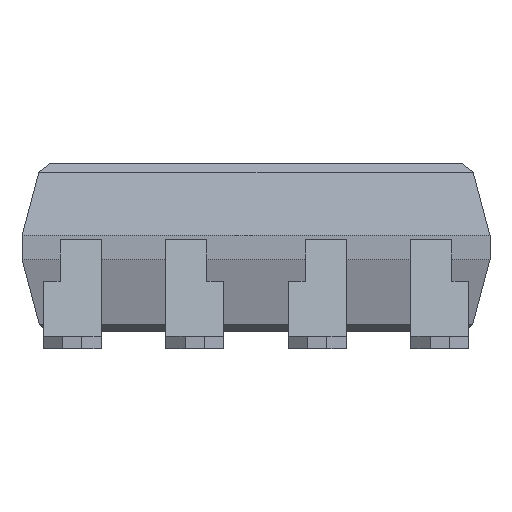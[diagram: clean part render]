
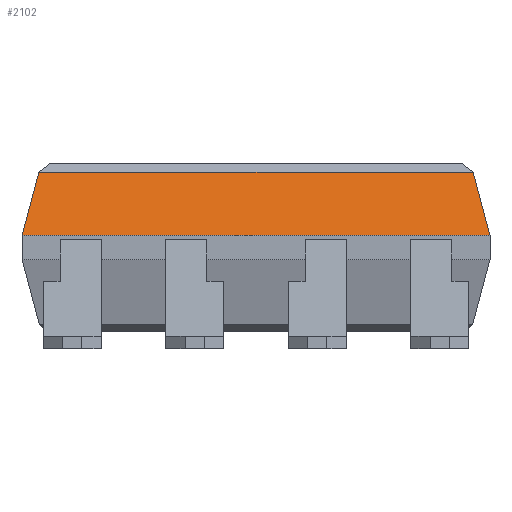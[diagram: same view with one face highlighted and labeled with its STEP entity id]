
A CAD part, front view. The second image highlights one B-rep face of the part: STEP entity #2102.
In plain terms, the highlighted planar face has unit normal (0, -0.966, 0.258).
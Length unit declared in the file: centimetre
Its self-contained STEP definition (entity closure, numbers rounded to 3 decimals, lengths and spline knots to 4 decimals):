
#121 = CARTESIAN_POINT ( 'NONE',  ( 0.485, -0.325, 0.2 ) ) ;
#319 = LINE ( 'NONE', #5704, #11298 ) ;
#393 = PLANE ( 'NONE',  #5655 ) ;
#744 = DIRECTION ( 'NONE',  ( 0., 0.966, -0.258 ) ) ;
#1529 = DIRECTION ( 'NONE',  ( -0.25, 0.25, 0.936 ) ) ;
#2102 = ADVANCED_FACE ( 'NONE', ( #16758 ), #393, .F. ) ;
#3123 = VERTEX_POINT ( 'NONE', #4609 ) ;
#4075 = ORIENTED_EDGE ( 'NONE', *, *, #16133, .T. ) ;
#4392 = DIRECTION ( 'NONE',  ( 0.25, 0.25, 0.936 ) ) ;
#4609 = CARTESIAN_POINT ( 'NONE',  ( -0.4502, -0.2902, 0.3307 ) ) ;
#5093 = EDGE_CURVE ( 'NONE', #14204, #3123, #12387, .T. ) ;
#5655 = AXIS2_PLACEMENT_3D ( 'NONE', #15347, #744, #13848 ) ;
#5704 = CARTESIAN_POINT ( 'NONE',  ( 0., -0.325, 0.2 ) ) ;
#6008 = LINE ( 'NONE', #15405, #11520 ) ;
#6465 = ORIENTED_EDGE ( 'NONE', *, *, #11668, .F. ) ;
#7894 = VECTOR ( 'NONE', #1529, 100. ) ;
#8105 = VERTEX_POINT ( 'NONE', #14377 ) ;
#9418 = VECTOR ( 'NONE', #4392, 100. ) ;
#9696 = DIRECTION ( 'NONE',  ( 1., 0., 0. ) ) ;
#11072 = DIRECTION ( 'NONE',  ( -1., 0., 0. ) ) ;
#11298 = VECTOR ( 'NONE', #11072, 100. ) ;
#11520 = VECTOR ( 'NONE', #9696, 100. ) ;
#11668 = EDGE_CURVE ( 'NONE', #8105, #14204, #319, .T. ) ;
#12387 = LINE ( 'NONE', #12481, #9418 ) ;
#12481 = CARTESIAN_POINT ( 'NONE',  ( -0.485, -0.325, 0.2 ) ) ;
#13482 = LINE ( 'NONE', #121, #7894 ) ;
#13848 = DIRECTION ( 'NONE',  ( 0., 0.258, 0.966 ) ) ;
#14204 = VERTEX_POINT ( 'NONE', #16708 ) ;
#14377 = CARTESIAN_POINT ( 'NONE',  ( 0.485, -0.325, 0.2 ) ) ;
#14835 = EDGE_CURVE ( 'NONE', #3123, #15320, #6008, .T. ) ;
#15005 = EDGE_LOOP ( 'NONE', ( #16044, #6465, #4075, #17012 ) ) ;
#15320 = VERTEX_POINT ( 'NONE', #15614 ) ;
#15347 = CARTESIAN_POINT ( 'NONE',  ( -1.2463, -0.305, 0.275 ) ) ;
#15405 = CARTESIAN_POINT ( 'NONE',  ( -1.2463, -0.2902, 0.3307 ) ) ;
#15614 = CARTESIAN_POINT ( 'NONE',  ( 0.4502, -0.2902, 0.3307 ) ) ;
#16044 = ORIENTED_EDGE ( 'NONE', *, *, #5093, .F. ) ;
#16133 = EDGE_CURVE ( 'NONE', #8105, #15320, #13482, .T. ) ;
#16708 = CARTESIAN_POINT ( 'NONE',  ( -0.485, -0.325, 0.2 ) ) ;
#16758 = FACE_OUTER_BOUND ( 'NONE', #15005, .T. ) ;
#17012 = ORIENTED_EDGE ( 'NONE', *, *, #14835, .F. ) ;
